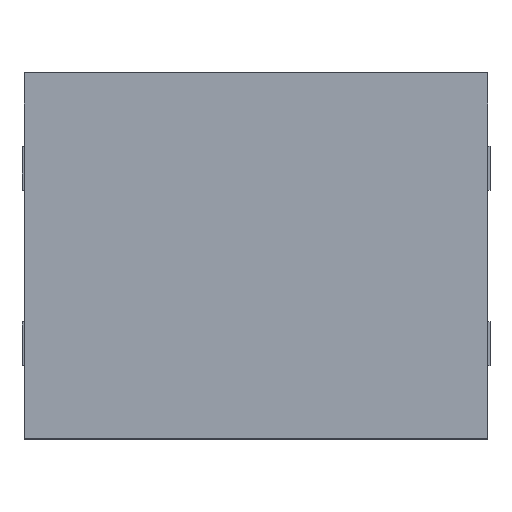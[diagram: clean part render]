
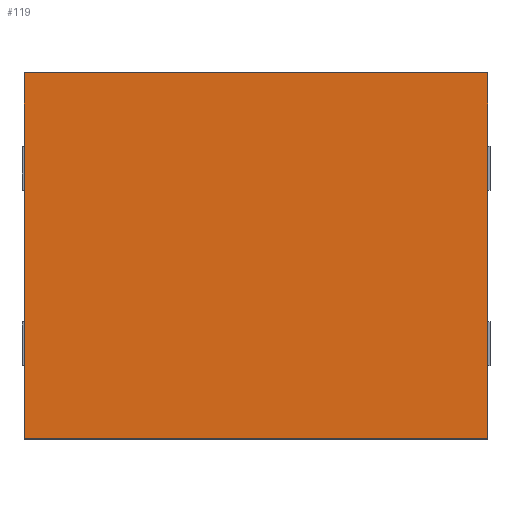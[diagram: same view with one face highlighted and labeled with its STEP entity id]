
A CAD part, top view. The second image highlights one B-rep face of the part: STEP entity #119.
In plain terms, the highlighted planar face has unit normal (0, 0, 1).
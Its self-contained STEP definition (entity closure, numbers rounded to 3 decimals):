
#92 = CARTESIAN_POINT ( 'NONE',  ( 1.585, 1.25, 1.885 ) ) ;
#101 = DIRECTION ( 'NONE',  ( 1., 0., 0. ) ) ;
#108 = VECTOR ( 'NONE', #398, 1000. ) ;
#116 = DIRECTION ( 'NONE',  ( 0., -1., 0. ) ) ;
#117 = VECTOR ( 'NONE', #626, 1000. ) ;
#119 = ADVANCED_FACE ( 'NONE', ( #246 ), #485, .T. ) ;
#146 = DIRECTION ( 'NONE',  ( 1., 0., 0. ) ) ;
#148 = CARTESIAN_POINT ( 'NONE',  ( -1.585, 1.25, 1.885 ) ) ;
#187 = CARTESIAN_POINT ( 'NONE',  ( 1.585, -1.25, 1.885 ) ) ;
#212 = LINE ( 'NONE', #236, #108 ) ;
#219 = ORIENTED_EDGE ( 'NONE', *, *, #468, .T. ) ;
#231 = ORIENTED_EDGE ( 'NONE', *, *, #600, .T. ) ;
#236 = CARTESIAN_POINT ( 'NONE',  ( 1.585, 1.25, 1.885 ) ) ;
#246 = FACE_OUTER_BOUND ( 'NONE', #290, .T. ) ;
#259 = CARTESIAN_POINT ( 'NONE',  ( -1.585, -1.25, 1.885 ) ) ;
#290 = EDGE_LOOP ( 'NONE', ( #231, #219, #744, #312 ) ) ;
#294 = LINE ( 'NONE', #750, #117 ) ;
#312 = ORIENTED_EDGE ( 'NONE', *, *, #437, .T. ) ;
#331 = VERTEX_POINT ( 'NONE', #737 ) ;
#362 = VERTEX_POINT ( 'NONE', #187 ) ;
#375 = VECTOR ( 'NONE', #101, 1000. ) ;
#398 = DIRECTION ( 'NONE',  ( 0., 1., 0. ) ) ;
#436 = AXIS2_PLACEMENT_3D ( 'NONE', #674, #613, #146 ) ;
#437 = EDGE_CURVE ( 'NONE', #331, #362, #487, .T. ) ;
#445 = EDGE_CURVE ( 'NONE', #581, #331, #572, .T. ) ;
#456 = VECTOR ( 'NONE', #116, 1000. ) ;
#468 = EDGE_CURVE ( 'NONE', #635, #581, #294, .T. ) ;
#485 = PLANE ( 'NONE',  #436 ) ;
#487 = LINE ( 'NONE', #259, #375 ) ;
#535 = CARTESIAN_POINT ( 'NONE',  ( -1.585, 1.25, 1.885 ) ) ;
#572 = LINE ( 'NONE', #535, #456 ) ;
#581 = VERTEX_POINT ( 'NONE', #148 ) ;
#600 = EDGE_CURVE ( 'NONE', #362, #635, #212, .T. ) ;
#613 = DIRECTION ( 'NONE',  ( 0., 0., 1. ) ) ;
#626 = DIRECTION ( 'NONE',  ( -1., 0., 0. ) ) ;
#635 = VERTEX_POINT ( 'NONE', #92 ) ;
#674 = CARTESIAN_POINT ( 'NONE',  ( 0., 0., 1.885 ) ) ;
#737 = CARTESIAN_POINT ( 'NONE',  ( -1.585, -1.25, 1.885 ) ) ;
#744 = ORIENTED_EDGE ( 'NONE', *, *, #445, .T. ) ;
#750 = CARTESIAN_POINT ( 'NONE',  ( -1.585, 1.25, 1.885 ) ) ;
